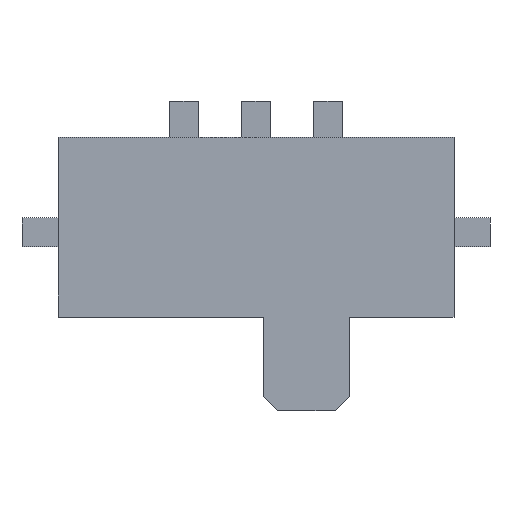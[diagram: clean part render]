
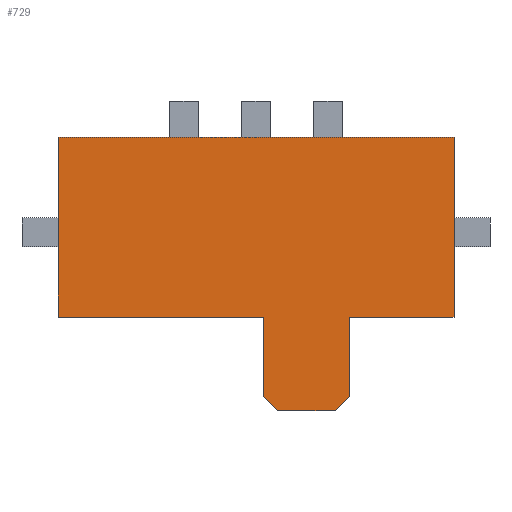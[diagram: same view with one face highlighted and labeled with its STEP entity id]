
A CAD part, top view. The second image highlights one B-rep face of the part: STEP entity #729.
In plain terms, the highlighted planar face has unit normal (0, 0, 1).
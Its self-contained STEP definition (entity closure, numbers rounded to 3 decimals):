
#63=FACE_OUTER_BOUND('',#101,.T.);
#101=EDGE_LOOP('',(#617,#618,#619,#620,#621,#622,#623,#624,#625,#626));
#166=LINE('',#1117,#260);
#172=LINE('',#1126,#266);
#176=LINE('',#1134,#270);
#179=LINE('',#1140,#273);
#182=LINE('',#1146,#276);
#185=LINE('',#1152,#279);
#188=LINE('',#1158,#282);
#191=LINE('',#1164,#285);
#194=LINE('',#1170,#288);
#197=LINE('',#1174,#291);
#260=VECTOR('',#918,10.);
#266=VECTOR('',#926,10.);
#270=VECTOR('',#932,10.);
#273=VECTOR('',#937,10.);
#276=VECTOR('',#942,10.);
#279=VECTOR('',#947,10.);
#282=VECTOR('',#952,10.);
#285=VECTOR('',#957,10.);
#288=VECTOR('',#962,10.);
#291=VECTOR('',#967,10.);
#340=VERTEX_POINT('',#1114);
#341=VERTEX_POINT('',#1116);
#343=VERTEX_POINT('',#1125);
#346=VERTEX_POINT('',#1133);
#348=VERTEX_POINT('',#1139);
#350=VERTEX_POINT('',#1145);
#352=VERTEX_POINT('',#1151);
#354=VERTEX_POINT('',#1157);
#356=VERTEX_POINT('',#1163);
#358=VERTEX_POINT('',#1169);
#426=EDGE_CURVE('',#341,#340,#166,.T.);
#432=EDGE_CURVE('',#343,#341,#172,.T.);
#436=EDGE_CURVE('',#346,#343,#176,.T.);
#439=EDGE_CURVE('',#348,#346,#179,.T.);
#442=EDGE_CURVE('',#350,#348,#182,.T.);
#445=EDGE_CURVE('',#352,#350,#185,.T.);
#448=EDGE_CURVE('',#354,#352,#188,.T.);
#451=EDGE_CURVE('',#356,#354,#191,.T.);
#454=EDGE_CURVE('',#358,#356,#194,.T.);
#457=EDGE_CURVE('',#340,#358,#197,.T.);
#617=ORIENTED_EDGE('',*,*,#457,.T.);
#618=ORIENTED_EDGE('',*,*,#454,.T.);
#619=ORIENTED_EDGE('',*,*,#451,.T.);
#620=ORIENTED_EDGE('',*,*,#448,.T.);
#621=ORIENTED_EDGE('',*,*,#445,.T.);
#622=ORIENTED_EDGE('',*,*,#442,.T.);
#623=ORIENTED_EDGE('',*,*,#439,.T.);
#624=ORIENTED_EDGE('',*,*,#436,.T.);
#625=ORIENTED_EDGE('',*,*,#432,.T.);
#626=ORIENTED_EDGE('',*,*,#426,.T.);
#691=PLANE('',#787);
#729=ADVANCED_FACE('',(#63),#691,.T.);
#787=AXIS2_PLACEMENT_3D('',#1176,#969,#970);
#918=DIRECTION('',(-1.,0.,0.));
#926=DIRECTION('',(0.,1.,0.));
#932=DIRECTION('',(1.,0.,0.));
#937=DIRECTION('',(0.,1.,0.));
#942=DIRECTION('',(0.707,0.707,0.));
#947=DIRECTION('',(1.,0.,0.));
#952=DIRECTION('',(0.707,-0.707,0.));
#957=DIRECTION('',(0.,-1.,0.));
#962=DIRECTION('',(1.,0.,0.));
#967=DIRECTION('',(0.,-1.,0.));
#969=DIRECTION('center_axis',(0.,0.,1.));
#970=DIRECTION('ref_axis',(1.,0.,0.));
#1114=CARTESIAN_POINT('',(0.,2.5,0.7));
#1116=CARTESIAN_POINT('',(5.5,2.5,0.7));
#1117=CARTESIAN_POINT('',(5.5,2.5,0.7));
#1125=CARTESIAN_POINT('',(5.5,0.,0.7));
#1126=CARTESIAN_POINT('',(5.5,0.,0.7));
#1133=CARTESIAN_POINT('',(4.05,0.,0.7));
#1134=CARTESIAN_POINT('',(4.05,0.,0.7));
#1139=CARTESIAN_POINT('',(4.05,-1.1,0.7));
#1140=CARTESIAN_POINT('',(4.05,0.,0.7));
#1145=CARTESIAN_POINT('',(3.85,-1.3,0.7));
#1146=CARTESIAN_POINT('',(4.05,-1.1,0.7));
#1151=CARTESIAN_POINT('',(3.05,-1.3,0.7));
#1152=CARTESIAN_POINT('',(3.85,-1.3,0.7));
#1157=CARTESIAN_POINT('',(2.85,-1.1,0.7));
#1158=CARTESIAN_POINT('',(2.85,-1.1,0.7));
#1163=CARTESIAN_POINT('',(2.85,0.,0.7));
#1164=CARTESIAN_POINT('',(2.85,-1.1,0.7));
#1169=CARTESIAN_POINT('',(0.,0.,0.7));
#1170=CARTESIAN_POINT('',(0.,0.,0.7));
#1174=CARTESIAN_POINT('',(0.,2.5,0.7));
#1176=CARTESIAN_POINT('Origin',(2.75,0.6,0.7));
